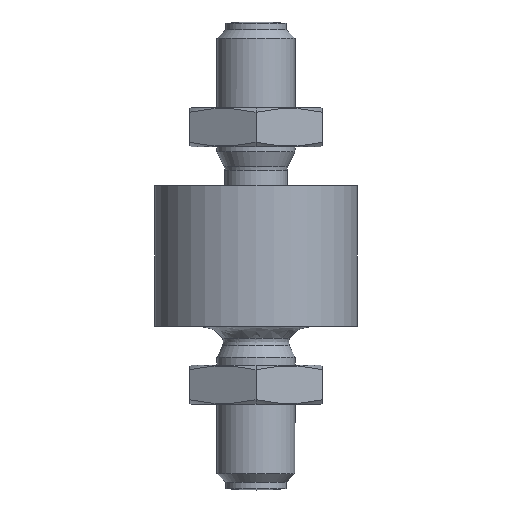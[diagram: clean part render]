
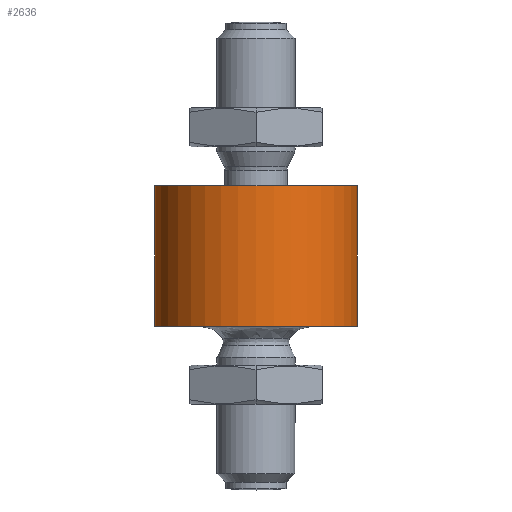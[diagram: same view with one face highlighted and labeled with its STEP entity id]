
A CAD part, left-side view. The second image highlights one B-rep face of the part: STEP entity #2636.
In plain terms, the highlighted free-form (B-spline) face has degree [8, 1] with [9, 2] control points.
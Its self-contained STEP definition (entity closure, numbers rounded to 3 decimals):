
#392=CARTESIAN_POINT('',(0.,0.,18.));
#393=DIRECTION('',(0.,0.,-1.));
#394=DIRECTION('',(0.,-1.,0.));
#395=AXIS2_PLACEMENT_3D('',#392,#393,#394);
#407=DIRECTION('',(0.,0.,-1.));
#408=VECTOR('',#407,18.);
#409=CARTESIAN_POINT('',(0.,13.,18.));
#410=LINE('',#409,#408);
#411=DIRECTION('',(0.,0.,-1.));
#412=VECTOR('',#411,18.);
#413=CARTESIAN_POINT('',(0.,-13.,18.));
#414=LINE('',#413,#412);
#415=CARTESIAN_POINT('',(0.,0.,0.));
#416=DIRECTION('',(0.,0.,1.));
#417=DIRECTION('',(0.,1.,0.));
#418=AXIS2_PLACEMENT_3D('',#415,#416,#417);
#1401=CARTESIAN_POINT('',(0.,13.,18.));
#1402=CARTESIAN_POINT('',(0.,-13.,18.));
#1403=VERTEX_POINT('',#1401);
#1404=VERTEX_POINT('',#1402);
#1405=CARTESIAN_POINT('',(0.,13.,0.));
#1406=VERTEX_POINT('',#1405);
#1407=CARTESIAN_POINT('',(0.,-13.,0.));
#1408=VERTEX_POINT('',#1407);
#2610=CARTESIAN_POINT('',(0.816,-12.974,18.36));
#2611=CARTESIAN_POINT('',(0.816,-12.974,
-0.36));
#2612=CARTESIAN_POINT('',(-4.483,-13.308,18.36));
#2613=CARTESIAN_POINT('',(-4.483,-13.308,
-0.36));
#2614=CARTESIAN_POINT('',(-9.937,-11.168,18.36));
#2615=CARTESIAN_POINT('',(-9.937,-11.168,
-0.36));
#2616=CARTESIAN_POINT('',(-14.2,-6.474,18.36));
#2617=CARTESIAN_POINT('',(-14.2,-6.474,
-0.36));
#2618=CARTESIAN_POINT('',(-15.873,0.002,18.36));
#2619=CARTESIAN_POINT('',(-15.873,0.002,-0.36));
#2620=CARTESIAN_POINT('',(-14.2,6.472,18.36));
#2621=CARTESIAN_POINT('',(-14.2,6.472,
-0.36));
#2622=CARTESIAN_POINT('',(-9.937,11.168,18.36));
#2623=CARTESIAN_POINT('',(-9.937,11.168,
-0.36));
#2624=CARTESIAN_POINT('',(-4.483,13.308,18.36));
#2625=CARTESIAN_POINT('',(-4.483,13.308,
-0.36));
#2626=CARTESIAN_POINT('',(0.816,12.974,18.36));
#2627=CARTESIAN_POINT('',(0.816,12.974,
-0.36));
#2628=B_SPLINE_SURFACE_WITH_KNOTS('',8,1,((#2610,#2611),(#2612,#2613),(#2614,
#2615),(#2616,#2617),(#2618,#2619),(#2620,#2621),(#2622,#2623),(#2624,#2625),(
#2626,#2627)),.UNSPECIFIED.,.F.,.F.,.F.,(9,9),(2,2),(0.,
3.267),(-9.36,9.36),.UNSPECIFIED.);
#2629=ORIENTED_EDGE('',*,*,#2594,.F.);
#2630=ORIENTED_EDGE('',*,*,#2565,.F.);
#2631=ORIENTED_EDGE('',*,*,#2598,.T.);
#2633=ORIENTED_EDGE('',*,*,#2632,.F.);
#2634=EDGE_LOOP('',(#2629,#2630,#2631,#2633));
#2635=FACE_OUTER_BOUND('',#2634,.F.);
#2636=ADVANCED_FACE('',(#2635),#2628,.T.);
#396=CIRCLE('',#395,13.);
#419=CIRCLE('',#418,13.);
#2565=EDGE_CURVE('',#1404,#1403,#396,.T.);
#2594=EDGE_CURVE('',#1403,#1406,#410,.T.);
#2598=EDGE_CURVE('',#1404,#1408,#414,.T.);
#2632=EDGE_CURVE('',#1406,#1408,#419,.T.);
